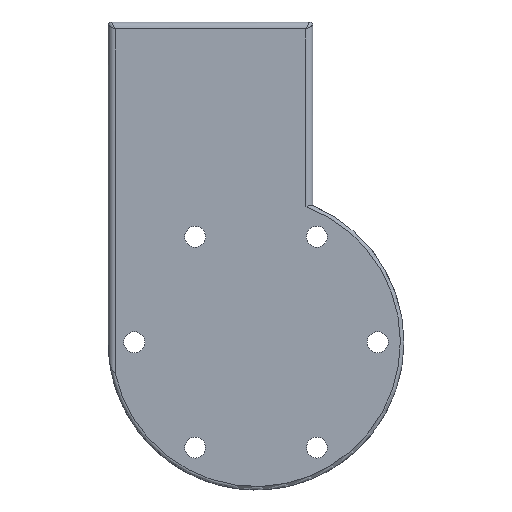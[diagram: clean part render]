
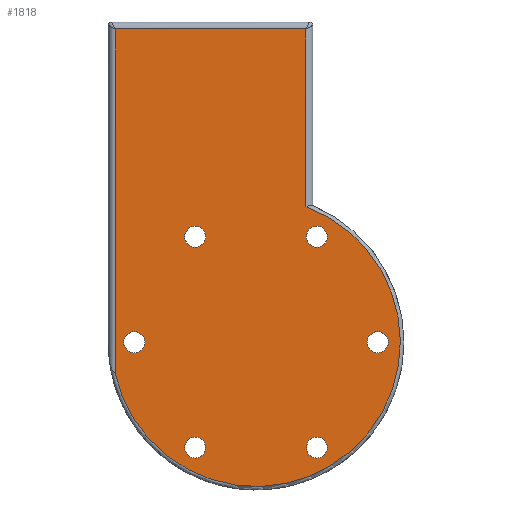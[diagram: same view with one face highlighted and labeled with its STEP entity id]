
A CAD part, left-side view. The second image highlights one B-rep face of the part: STEP entity #1818.
In plain terms, the highlighted planar face has unit normal (-1, 0, 0).
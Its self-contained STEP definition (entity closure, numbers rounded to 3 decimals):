
#32=FACE_BOUND('',#535,.T.);
#33=FACE_BOUND('',#536,.T.);
#34=FACE_BOUND('',#537,.T.);
#35=FACE_BOUND('',#538,.T.);
#36=FACE_BOUND('',#539,.T.);
#37=FACE_BOUND('',#540,.T.);
#50=PLANE('',#2045);
#80=LINE('',#2811,#183);
#82=LINE('',#2885,#185);
#84=LINE('',#2888,#187);
#183=VECTOR('',#2156,10.);
#185=VECTOR('',#2172,10.);
#187=VECTOR('',#2176,10.);
#406=FACE_OUTER_BOUND('',#534,.T.);
#534=EDGE_LOOP('',(#1503,#1504,#1505,#1506));
#535=EDGE_LOOP('',(#1507));
#536=EDGE_LOOP('',(#1508));
#537=EDGE_LOOP('',(#1509));
#538=EDGE_LOOP('',(#1510));
#539=EDGE_LOOP('',(#1511));
#540=EDGE_LOOP('',(#1512));
#593=CIRCLE('',#1884,41.5);
#687=CIRCLE('',#2046,3.);
#688=CIRCLE('',#2047,3.);
#689=CIRCLE('',#2048,3.);
#690=CIRCLE('',#2049,3.);
#691=CIRCLE('',#2050,3.);
#692=CIRCLE('',#2051,3.);
#750=VERTEX_POINT('',#2763);
#753=VERTEX_POINT('',#2775);
#758=VERTEX_POINT('',#2810);
#762=VERTEX_POINT('',#2879);
#871=VERTEX_POINT('',#3332);
#872=VERTEX_POINT('',#3334);
#873=VERTEX_POINT('',#3336);
#874=VERTEX_POINT('',#3338);
#875=VERTEX_POINT('',#3340);
#876=VERTEX_POINT('',#3342);
#911=EDGE_CURVE('',#753,#750,#593,.T.);
#917=EDGE_CURVE('',#750,#758,#80,.T.);
#925=EDGE_CURVE('',#762,#753,#82,.T.);
#927=EDGE_CURVE('',#758,#762,#84,.T.);
#1096=EDGE_CURVE('',#871,#871,#687,.T.);
#1097=EDGE_CURVE('',#872,#872,#688,.T.);
#1098=EDGE_CURVE('',#873,#873,#689,.T.);
#1099=EDGE_CURVE('',#874,#874,#690,.T.);
#1100=EDGE_CURVE('',#875,#875,#691,.T.);
#1101=EDGE_CURVE('',#876,#876,#692,.T.);
#1503=ORIENTED_EDGE('',*,*,#925,.F.);
#1504=ORIENTED_EDGE('',*,*,#927,.F.);
#1505=ORIENTED_EDGE('',*,*,#917,.F.);
#1506=ORIENTED_EDGE('',*,*,#911,.F.);
#1507=ORIENTED_EDGE('',*,*,#1096,.T.);
#1508=ORIENTED_EDGE('',*,*,#1097,.T.);
#1509=ORIENTED_EDGE('',*,*,#1098,.T.);
#1510=ORIENTED_EDGE('',*,*,#1099,.T.);
#1511=ORIENTED_EDGE('',*,*,#1100,.T.);
#1512=ORIENTED_EDGE('',*,*,#1101,.T.);
#1818=ADVANCED_FACE('',(#406,#32,#33,#34,#35,#36,#37),#50,.T.);
#1884=AXIS2_PLACEMENT_3D('',#2788,#2146,#2147);
#2045=AXIS2_PLACEMENT_3D('',#3331,#2541,#2542);
#2046=AXIS2_PLACEMENT_3D('',#3333,#2543,#2544);
#2047=AXIS2_PLACEMENT_3D('',#3335,#2545,#2546);
#2048=AXIS2_PLACEMENT_3D('',#3337,#2547,#2548);
#2049=AXIS2_PLACEMENT_3D('',#3339,#2549,#2550);
#2050=AXIS2_PLACEMENT_3D('',#3341,#2551,#2552);
#2051=AXIS2_PLACEMENT_3D('',#3343,#2553,#2554);
#2146=DIRECTION('center_axis',(1.,0.,0.));
#2147=DIRECTION('ref_axis',(0.,-0.694,-0.72));
#2156=DIRECTION('',(0.,0.,1.));
#2172=DIRECTION('',(0.,0.,-1.));
#2176=DIRECTION('',(0.,-1.,0.));
#2541=DIRECTION('center_axis',(-1.,0.,0.));
#2542=DIRECTION('ref_axis',(0.,0.,
1.));
#2543=DIRECTION('center_axis',(1.,0.,0.));
#2544=DIRECTION('ref_axis',(0.,0.,
1.));
#2545=DIRECTION('center_axis',(1.,0.,0.));
#2546=DIRECTION('ref_axis',(0.,0.,
1.));
#2547=DIRECTION('center_axis',(1.,0.,0.));
#2548=DIRECTION('ref_axis',(0.,0.,
1.));
#2549=DIRECTION('center_axis',(1.,0.,0.));
#2550=DIRECTION('ref_axis',(0.,0.,
1.));
#2551=DIRECTION('center_axis',(1.,0.,0.));
#2552=DIRECTION('ref_axis',(0.,0.,
1.));
#2553=DIRECTION('center_axis',(1.,0.,0.));
#2554=DIRECTION('ref_axis',(0.,0.,
1.));
#2763=CARTESIAN_POINT('',(-32.246,20.436,-80.848));
#2775=CARTESIAN_POINT('',(-32.246,-34.436,-32.86));
#2788=CARTESIAN_POINT('Origin',(-32.246,-20.064,-71.792));
#2810=CARTESIAN_POINT('',(-32.246,20.436,18.27));
#2811=CARTESIAN_POINT('',(-32.246,20.436,-16.371));
#2879=CARTESIAN_POINT('',(-32.246,-34.436,18.27));
#2885=CARTESIAN_POINT('',(-32.246,-34.436,-40.792));
#2888=CARTESIAN_POINT('',(-32.246,-28.25,18.27));
#3331=CARTESIAN_POINT('Origin',(-32.246,-20.064,-49.011));
#3332=CARTESIAN_POINT('',(-32.246,-55.064,-74.792));
#3333=CARTESIAN_POINT('Origin',(-32.246,-55.064,-71.792));
#3334=CARTESIAN_POINT('',(-32.246,14.936,-74.792));
#3335=CARTESIAN_POINT('Origin',(-32.246,14.936,-71.792));
#3336=CARTESIAN_POINT('',(-32.246,-2.564,-44.481));
#3337=CARTESIAN_POINT('Origin',(-32.246,-2.564,-41.481));
#3338=CARTESIAN_POINT('',(-32.246,-2.564,-105.103));
#3339=CARTESIAN_POINT('Origin',(-32.246,-2.564,-102.103));
#3340=CARTESIAN_POINT('',(-32.246,-37.564,-105.103));
#3341=CARTESIAN_POINT('Origin',(-32.246,-37.564,-102.103));
#3342=CARTESIAN_POINT('',(-32.246,-37.564,-44.481));
#3343=CARTESIAN_POINT('Origin',(-32.246,-37.564,-41.481));
